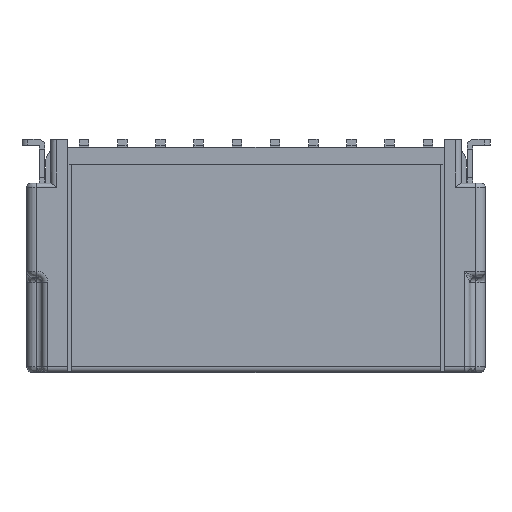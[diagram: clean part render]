
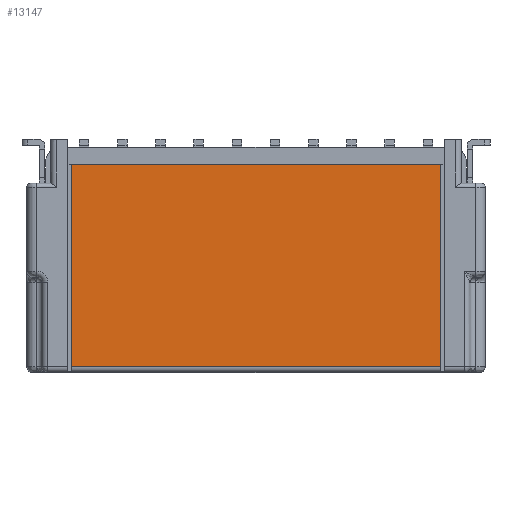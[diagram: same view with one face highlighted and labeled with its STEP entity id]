
A CAD part, front view. The second image highlights one B-rep face of the part: STEP entity #13147.
In plain terms, the highlighted planar face has unit normal (0, -1, 0).
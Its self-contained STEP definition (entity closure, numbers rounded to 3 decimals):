
#305=DIRECTION('',(1.,0.,0.));
#306=VECTOR('',#305,19.3);
#307=CARTESIAN_POINT('',(-9.65,-3.55,-9.1));
#308=LINE('',#307,#306);
#309=DIRECTION('',(0.,0.,1.));
#310=VECTOR('',#309,10.6);
#311=CARTESIAN_POINT('',(9.65,-3.55,-9.1));
#312=LINE('',#311,#310);
#322=DIRECTION('',(0.,0.,1.));
#323=VECTOR('',#322,10.6);
#324=CARTESIAN_POINT('',(-9.65,-3.55,-9.1));
#325=LINE('',#324,#323);
#326=DIRECTION('',(1.,0.,0.));
#327=VECTOR('',#326,19.3);
#328=CARTESIAN_POINT('',(-9.65,-3.55,1.5));
#329=LINE('',#328,#327);
#10294=CARTESIAN_POINT('',(9.65,-3.55,-9.1));
#10296=VERTEX_POINT('',#10294);
#10305=CARTESIAN_POINT('',(-9.65,-3.55,-9.1));
#10306=VERTEX_POINT('',#10305);
#10307=CARTESIAN_POINT('',(9.65,-3.55,1.5));
#10308=VERTEX_POINT('',#10307);
#10311=CARTESIAN_POINT('',(-9.65,-3.55,1.5));
#10312=VERTEX_POINT('',#10311);
#13134=CARTESIAN_POINT('',(-11.05,-3.55,0.));
#13135=DIRECTION('',(0.,-1.,0.));
#13136=DIRECTION('',(1.,0.,0.));
#13137=AXIS2_PLACEMENT_3D('',#13134,#13135,#13136);
#13138=PLANE('',#13137);
#13139=ORIENTED_EDGE('',*,*,#13124,.F.);
#13140=ORIENTED_EDGE('',*,*,#13114,.F.);
#13142=ORIENTED_EDGE('',*,*,#13141,.T.);
#13144=ORIENTED_EDGE('',*,*,#13143,.T.);
#13145=EDGE_LOOP('',(#13139,#13140,#13142,#13144));
#13146=FACE_OUTER_BOUND('',#13145,.F.);
#13147=ADVANCED_FACE('',(#13146),#13138,.T.);
#13114=EDGE_CURVE('',#10306,#10296,#308,.T.);
#13124=EDGE_CURVE('',#10296,#10308,#312,.T.);
#13141=EDGE_CURVE('',#10306,#10312,#325,.T.);
#13143=EDGE_CURVE('',#10312,#10308,#329,.T.);
